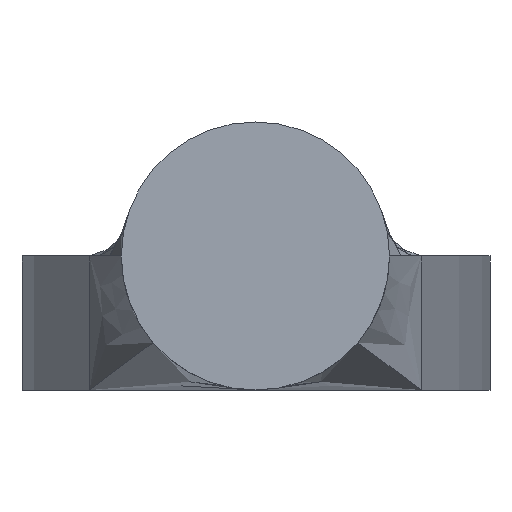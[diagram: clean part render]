
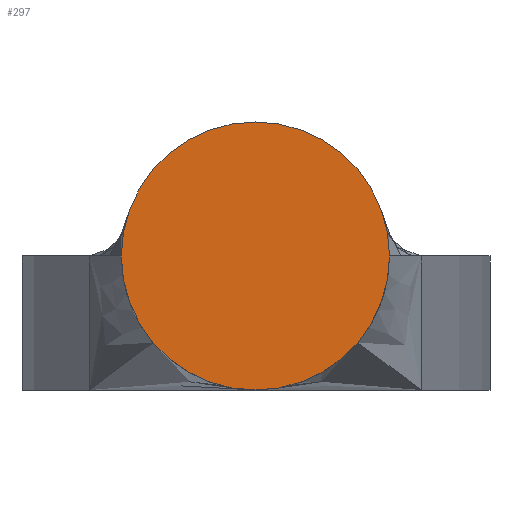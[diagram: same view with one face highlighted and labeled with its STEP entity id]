
A CAD part, front view. The second image highlights one B-rep face of the part: STEP entity #297.
In plain terms, the highlighted planar face has unit normal (0, -1, 0).
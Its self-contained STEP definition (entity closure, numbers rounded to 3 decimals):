
#76 = DIRECTION ( 'NONE',  ( 0., -1., 0. ) ) ;
#81 = EDGE_LOOP ( 'NONE', ( #522, #610 ) ) ;
#105 = DIRECTION ( 'NONE',  ( 0., 1., 0. ) ) ;
#118 = VERTEX_POINT ( 'NONE', #476 ) ;
#197 = VERTEX_POINT ( 'NONE', #285 ) ;
#199 = EDGE_CURVE ( 'NONE', #118, #197, #607, .T. ) ;
#250 = DIRECTION ( 'NONE',  ( 0., 0., 1. ) ) ;
#285 = CARTESIAN_POINT ( 'NONE',  ( 0., -450., -2. ) ) ;
#297 = ADVANCED_FACE ( 'NONE', ( #332 ), #492, .F. ) ;
#305 = CIRCLE ( 'NONE', #352, 2. ) ;
#309 = DIRECTION ( 'NONE',  ( 0., 0., 1. ) ) ;
#332 = FACE_OUTER_BOUND ( 'NONE', #81, .T. ) ;
#335 = DIRECTION ( 'NONE',  ( 0., -1., 0. ) ) ;
#348 = CARTESIAN_POINT ( 'NONE',  ( 0., -450., 0. ) ) ;
#352 = AXIS2_PLACEMENT_3D ( 'NONE', #616, #76, #309 ) ;
#384 = EDGE_CURVE ( 'NONE', #197, #118, #305, .T. ) ;
#412 = AXIS2_PLACEMENT_3D ( 'NONE', #439, #335, #594 ) ;
#439 = CARTESIAN_POINT ( 'NONE',  ( 0., -450., 0. ) ) ;
#476 = CARTESIAN_POINT ( 'NONE',  ( 0., -450., 2. ) ) ;
#492 = PLANE ( 'NONE',  #613 ) ;
#522 = ORIENTED_EDGE ( 'NONE', *, *, #199, .T. ) ;
#594 = DIRECTION ( 'NONE',  ( 0., 0., 1. ) ) ;
#607 = CIRCLE ( 'NONE', #412, 2. ) ;
#610 = ORIENTED_EDGE ( 'NONE', *, *, #384, .T. ) ;
#613 = AXIS2_PLACEMENT_3D ( 'NONE', #348, #105, #250 ) ;
#616 = CARTESIAN_POINT ( 'NONE',  ( 0., -450., 0. ) ) ;
